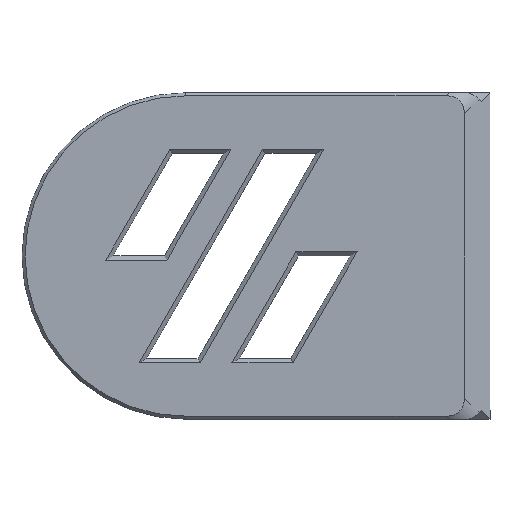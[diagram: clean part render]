
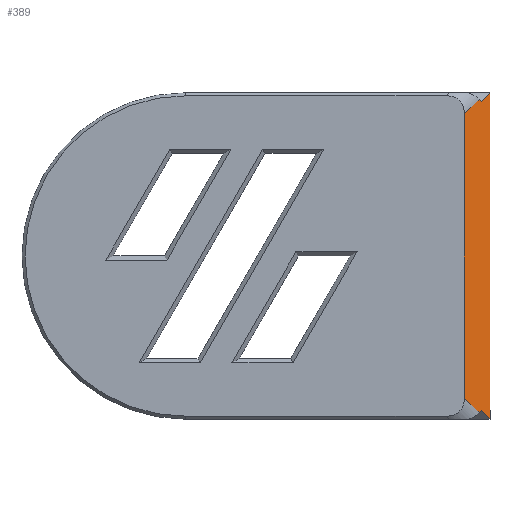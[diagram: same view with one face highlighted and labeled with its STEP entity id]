
A CAD part, front view. The second image highlights one B-rep face of the part: STEP entity #389.
In plain terms, the highlighted face is planar.
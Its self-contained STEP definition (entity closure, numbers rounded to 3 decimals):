
#82 = CARTESIAN_POINT ( 'NONE',  ( -2.5, 0., 3.5 ) ) ;
#85 = CARTESIAN_POINT ( 'NONE',  ( 0., 15.8, 1. ) ) ;
#137 = ORIENTED_EDGE ( 'NONE', *, *, #1248, .T. ) ;
#144 = LINE ( 'NONE', #1090, #783 ) ;
#153 = DIRECTION ( 'NONE',  ( 0.577, 0.577, -0.577 ) ) ;
#157 = VERTEX_POINT ( 'NONE', #85 ) ;
#169 = CARTESIAN_POINT ( 'NONE',  ( -2.5, -13.832, 3.5 ) ) ;
#190 = DIRECTION ( 'NONE',  ( -0.577, -0.577, 0.577 ) ) ;
#218 = VERTEX_POINT ( 'NONE', #1538 ) ;
#246 = CARTESIAN_POINT ( 'NONE',  ( 4.733, 9.467, -3.733 ) ) ;
#389 = ADVANCED_FACE ( 'NONE', ( #889 ), #1348, .F. ) ;
#470 = CARTESIAN_POINT ( 'NONE',  ( -1.911, 14.421, 2.911 ) ) ;
#472 = LINE ( 'NONE', #780, #789 ) ;
#541 = CARTESIAN_POINT ( 'NONE',  ( -1.066, -15.266, 2.066 ) ) ;
#570 = CARTESIAN_POINT ( 'NONE',  ( -2.5, 13.832, 3.5 ) ) ;
#594 = VECTOR ( 'NONE', #647, 1000. ) ;
#647 = DIRECTION ( 'NONE',  ( -0.577, 0.577, 0.577 ) ) ;
#661 = VECTOR ( 'NONE', #1430, 1000. ) ;
#739 = VERTEX_POINT ( 'NONE', #570 ) ;
#755 = ORIENTED_EDGE ( 'NONE', *, *, #1492, .F. ) ;
#780 = CARTESIAN_POINT ( 'NONE',  ( -5.267, 10.533, 6.267 ) ) ;
#783 = VECTOR ( 'NONE', #1551, 1000. ) ;
#789 = VECTOR ( 'NONE', #153, 1000. ) ;
#804 = VERTEX_POINT ( 'NONE', #1855 ) ;
#809 = EDGE_CURVE ( 'NONE', #1664, #972, #144, .T. ) ;
#811 = ORIENTED_EDGE ( 'NONE', *, *, #1864, .F. ) ;
#889 = FACE_OUTER_BOUND ( 'NONE', #1441, .T. ) ;
#895 = DIRECTION ( 'NONE',  ( 0.577, -0.577, -0.577 ) ) ;
#937 = CARTESIAN_POINT ( 'NONE',  ( 0., -15.8, 1. ) ) ;
#941 = CARTESIAN_POINT ( 'NONE',  ( 4.733, -9.467, -3.733 ) ) ;
#952 = AXIS2_PLACEMENT_3D ( 'NONE', #1966, #1201, #1857 ) ;
#972 = VERTEX_POINT ( 'NONE', #541 ) ;
#1024 = LINE ( 'NONE', #82, #1261 ) ;
#1025 = ORIENTED_EDGE ( 'NONE', *, *, #1665, .F. ) ;
#1063 = EDGE_CURVE ( 'NONE', #1664, #739, #1024, .T. ) ;
#1087 = CARTESIAN_POINT ( 'NONE',  ( -1.066, 15.266, 2.066 ) ) ;
#1090 = CARTESIAN_POINT ( 'NONE',  ( -1.611, -14.721, 2.611 ) ) ;
#1131 = LINE ( 'NONE', #941, #661 ) ;
#1201 = DIRECTION ( 'NONE',  ( -0.707, 0., -0.707 ) ) ;
#1208 = CARTESIAN_POINT ( 'NONE',  ( 0., 0., 1. ) ) ;
#1243 = CARTESIAN_POINT ( 'NONE',  ( -5.267, -10.533, 6.267 ) ) ;
#1248 = EDGE_CURVE ( 'NONE', #1610, #739, #1887, .T. ) ;
#1261 = VECTOR ( 'NONE', #1608, 1000. ) ;
#1290 = LINE ( 'NONE', #1208, #1684 ) ;
#1344 = ORIENTED_EDGE ( 'NONE', *, *, #1786, .F. ) ;
#1348 = PLANE ( 'NONE',  #952 ) ;
#1389 = VECTOR ( 'NONE', #895, 1000. ) ;
#1406 = LINE ( 'NONE', #1243, #594 ) ;
#1424 = ORIENTED_EDGE ( 'NONE', *, *, #1063, .F. ) ;
#1430 = DIRECTION ( 'NONE',  ( -0.577, -0.577, 0.577 ) ) ;
#1433 = ORIENTED_EDGE ( 'NONE', *, *, #809, .T. ) ;
#1441 = EDGE_LOOP ( 'NONE', ( #755, #137, #1424, #1433, #1886, #1025, #1344, #811 ) ) ;
#1492 = EDGE_CURVE ( 'NONE', #1610, #804, #1794, .T. ) ;
#1499 = DIRECTION ( 'NONE',  ( 0., -1., 0. ) ) ;
#1538 = CARTESIAN_POINT ( 'NONE',  ( -0.8, -15., 1.8 ) ) ;
#1549 = VERTEX_POINT ( 'NONE', #937 ) ;
#1551 = DIRECTION ( 'NONE',  ( 0.577, -0.577, -0.577 ) ) ;
#1608 = DIRECTION ( 'NONE',  ( 0., 1., 0. ) ) ;
#1610 = VERTEX_POINT ( 'NONE', #1087 ) ;
#1664 = VERTEX_POINT ( 'NONE', #169 ) ;
#1665 = EDGE_CURVE ( 'NONE', #1549, #218, #1406, .T. ) ;
#1684 = VECTOR ( 'NONE', #1499, 1000. ) ;
#1786 = EDGE_CURVE ( 'NONE', #157, #1549, #1290, .T. ) ;
#1794 = LINE ( 'NONE', #246, #1389 ) ;
#1855 = CARTESIAN_POINT ( 'NONE',  ( -0.8, 15., 1.8 ) ) ;
#1857 = DIRECTION ( 'NONE',  ( 0., -1., 0. ) ) ;
#1864 = EDGE_CURVE ( 'NONE', #804, #157, #472, .T. ) ;
#1886 = ORIENTED_EDGE ( 'NONE', *, *, #1934, .F. ) ;
#1887 = LINE ( 'NONE', #470, #1908 ) ;
#1908 = VECTOR ( 'NONE', #190, 1000. ) ;
#1934 = EDGE_CURVE ( 'NONE', #218, #972, #1131, .T. ) ;
#1966 = CARTESIAN_POINT ( 'NONE',  ( 0., 0., 1. ) ) ;
